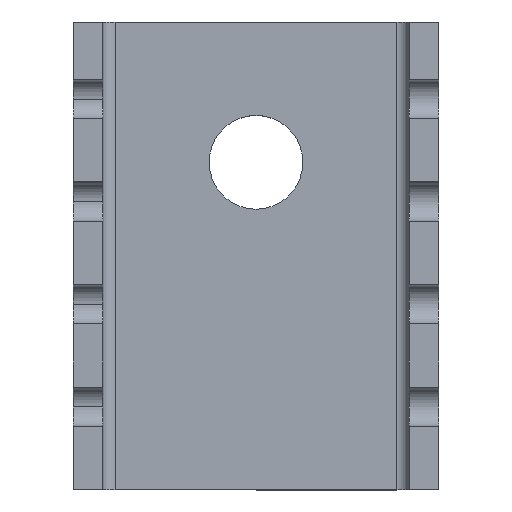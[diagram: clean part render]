
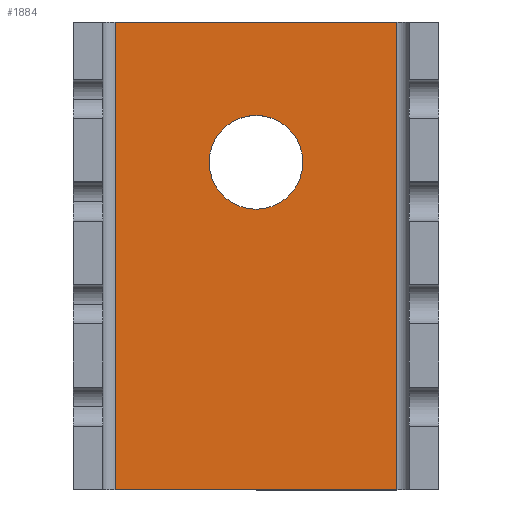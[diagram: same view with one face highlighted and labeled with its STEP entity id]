
A CAD part, top view. The second image highlights one B-rep face of the part: STEP entity #1884.
In plain terms, the highlighted planar face has unit normal (0, 0, 1).
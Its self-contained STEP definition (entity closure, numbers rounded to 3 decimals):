
#11 = EDGE_CURVE ( 'NONE', #22, #2075, #1228, .T. ) ;
#22 = VERTEX_POINT ( 'NONE', #1349 ) ;
#97 = CARTESIAN_POINT ( 'NONE',  ( -12.955, 9.525, 1.2 ) ) ;
#149 = DIRECTION ( 'NONE',  ( 1., 0., 0. ) ) ;
#164 = DIRECTION ( 'NONE',  ( 1., 0., 0. ) ) ;
#177 = FACE_OUTER_BOUND ( 'NONE', #1567, .T. ) ;
#180 = VERTEX_POINT ( 'NONE', #1057 ) ;
#251 = CARTESIAN_POINT ( 'NONE',  ( -5.741, 9.525, 1.2 ) ) ;
#278 = EDGE_LOOP ( 'NONE', ( #845, #2324 ) ) ;
#283 = VECTOR ( 'NONE', #2054, 1000. ) ;
#288 = LINE ( 'NONE', #97, #283 ) ;
#289 = VECTOR ( 'NONE', #2491, 1000. ) ;
#388 = PLANE ( 'NONE',  #921 ) ;
#402 = CARTESIAN_POINT ( 'NONE',  ( -1.91, 3.82, 1.2 ) ) ;
#413 = EDGE_CURVE ( 'NONE', #1894, #2176, #1554, .T. ) ;
#460 = ORIENTED_EDGE ( 'NONE', *, *, #1466, .T. ) ;
#642 = LINE ( 'NONE', #827, #957 ) ;
#700 = EDGE_CURVE ( 'NONE', #2176, #1894, #1367, .T. ) ;
#765 = DIRECTION ( 'NONE',  ( 0., 0., -1. ) ) ;
#827 = CARTESIAN_POINT ( 'NONE',  ( -5.741, 9.525, 1.2 ) ) ;
#843 = CARTESIAN_POINT ( 'NONE',  ( -12.955, -9.525, 1.2 ) ) ;
#845 = ORIENTED_EDGE ( 'NONE', *, *, #700, .T. ) ;
#921 = AXIS2_PLACEMENT_3D ( 'NONE', #2161, #765, #2132 ) ;
#952 = CARTESIAN_POINT ( 'NONE',  ( 0., 3.82, 1.2 ) ) ;
#957 = VECTOR ( 'NONE', #1425, 1000. ) ;
#1057 = CARTESIAN_POINT ( 'NONE',  ( -5.741, -9.525, 1.2 ) ) ;
#1144 = ORIENTED_EDGE ( 'NONE', *, *, #11, .F. ) ;
#1155 = VERTEX_POINT ( 'NONE', #251 ) ;
#1207 = EDGE_CURVE ( 'NONE', #180, #1155, #642, .T. ) ;
#1228 = LINE ( 'NONE', #2209, #289 ) ;
#1233 = LINE ( 'NONE', #843, #2120 ) ;
#1254 = DIRECTION ( 'NONE',  ( 1., 0., 0. ) ) ;
#1276 = AXIS2_PLACEMENT_3D ( 'NONE', #952, #1896, #149 ) ;
#1349 = CARTESIAN_POINT ( 'NONE',  ( 5.741, 9.525, 1.2 ) ) ;
#1367 = CIRCLE ( 'NONE', #1276, 1.91 ) ;
#1397 = AXIS2_PLACEMENT_3D ( 'NONE', #1496, #1723, #164 ) ;
#1425 = DIRECTION ( 'NONE',  ( 0., 1., 0. ) ) ;
#1466 = EDGE_CURVE ( 'NONE', #180, #2075, #1233, .T. ) ;
#1496 = CARTESIAN_POINT ( 'NONE',  ( 0., 3.82, 1.2 ) ) ;
#1544 = FACE_BOUND ( 'NONE', #278, .T. ) ;
#1554 = CIRCLE ( 'NONE', #1397, 1.91 ) ;
#1567 = EDGE_LOOP ( 'NONE', ( #2234, #2336, #460, #1144 ) ) ;
#1723 = DIRECTION ( 'NONE',  ( 0., 0., -1. ) ) ;
#1884 = ADVANCED_FACE ( 'NONE', ( #1544, #177 ), #388, .F. ) ;
#1894 = VERTEX_POINT ( 'NONE', #402 ) ;
#1896 = DIRECTION ( 'NONE',  ( 0., 0., -1. ) ) ;
#1943 = CARTESIAN_POINT ( 'NONE',  ( 5.741, -9.525, 1.2 ) ) ;
#2054 = DIRECTION ( 'NONE',  ( -1., 0., 0. ) ) ;
#2075 = VERTEX_POINT ( 'NONE', #1943 ) ;
#2120 = VECTOR ( 'NONE', #1254, 1000. ) ;
#2132 = DIRECTION ( 'NONE',  ( -1., 0., 0. ) ) ;
#2161 = CARTESIAN_POINT ( 'NONE',  ( 12.955, 9.525, 1.2 ) ) ;
#2171 = CARTESIAN_POINT ( 'NONE',  ( 1.91, 3.82, 1.2 ) ) ;
#2176 = VERTEX_POINT ( 'NONE', #2171 ) ;
#2209 = CARTESIAN_POINT ( 'NONE',  ( 5.741, 9.525, 1.2 ) ) ;
#2234 = ORIENTED_EDGE ( 'NONE', *, *, #2425, .T. ) ;
#2324 = ORIENTED_EDGE ( 'NONE', *, *, #413, .T. ) ;
#2336 = ORIENTED_EDGE ( 'NONE', *, *, #1207, .F. ) ;
#2425 = EDGE_CURVE ( 'NONE', #22, #1155, #288, .T. ) ;
#2491 = DIRECTION ( 'NONE',  ( 0., -1., 0. ) ) ;
